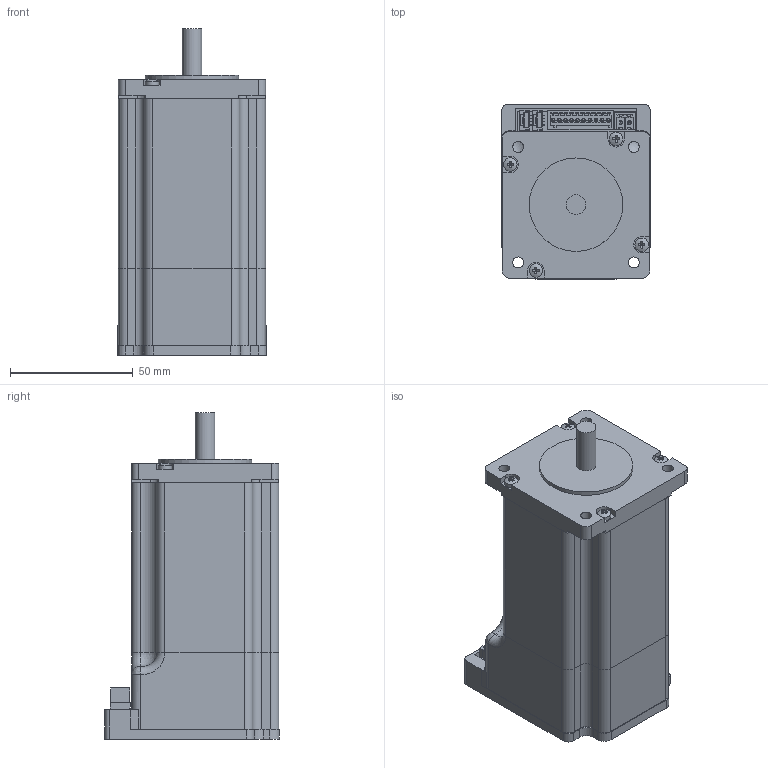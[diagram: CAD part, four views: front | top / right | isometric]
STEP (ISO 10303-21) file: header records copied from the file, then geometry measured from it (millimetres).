
FILE_DESCRIPTION((''),'2;1');
FILE_NAME('PD4-C6018L4204-E-08.stp','2016-07-04T16:44:00',(''),(''),'Autodesk Inventor 2013','Autodesk Inventor 2013','');
FILE_SCHEMA(('AUTOMOTIVE_DESIGN { 1 0 10303 214 1 1 1 1 }'));
Length unit declared in the file: millimetre
Products named in the file (1): PD4-C6018L4204-E-08
Bounding box: 60.5 x 71.3 x 133.1 mm (x, y, z)
Surface area: 77608.2 mm2 (no closed solid volume)
Topology: 0 solids, 27 shells, 1495 faces, 3753 edges, 2451 vertices
Faces by surface type: plane 1182, cylinder 219, cone 54, torus 20, bspline 14, sphere 6
Full cylindrical faces by diameter (mm): 0.457 x2, 1.2 x12, 1.3 x4, 1.6 x10, 2 x4, 2.5 x10, 2.675 x4, 3 x8, 3.4 x4, 3.779 x1, 4 x1, 4.5 x4, 5.5 x8, 6.35 x1, 8 x1, 10.5 x1, 12 x3, 18 x1, 22 x1, 38.1 x1, 38.98 x1
Entity records: 45434 total; most frequent: CARTESIAN_POINT 8396, ORIENTED_EDGE 7188, DIRECTION 7080, EDGE_CURVE 3594, VECTOR 2840, LINE 2840, VERTEX_POINT 2371, AXIS2_PLACEMENT_3D 2120
